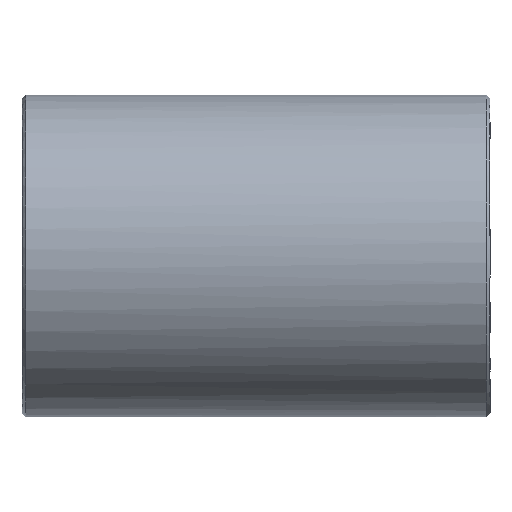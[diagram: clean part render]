
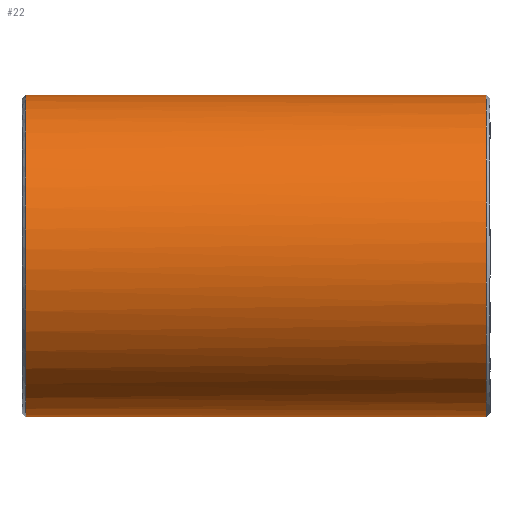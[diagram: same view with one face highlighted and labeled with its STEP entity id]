
A CAD part, front view. The second image highlights one B-rep face of the part: STEP entity #22.
In plain terms, the highlighted free-form (B-spline) face has degree [2, 1] with [9, 2] control points.
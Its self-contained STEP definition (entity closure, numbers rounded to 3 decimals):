
#22=ADVANCED_FACE('',(#32),#146,.T.);
#32=FACE_OUTER_BOUND('',#44,.T.);
#44=EDGE_LOOP('',(#72,#73,#74,#75));
#72=ORIENTED_EDGE('',*,*,#99,.F.);
#73=ORIENTED_EDGE('',*,*,#102,.F.);
#74=ORIENTED_EDGE('',*,*,#100,.F.);
#75=ORIENTED_EDGE('',*,*,#104,.F.);
#99=EDGE_CURVE('',#136,#134,#112,.T.);
#100=EDGE_CURVE('',#133,#137,#113,.T.);
#102=EDGE_CURVE('',#137,#136,#122,.T.);
#104=EDGE_CURVE('',#134,#133,#124,.T.);
#112=B_SPLINE_CURVE_WITH_KNOTS('',1,(#430,#431),.UNSPECIFIED.,.F.,.F.,(2,
2),(0.,39.4),.UNSPECIFIED.);
#113=B_SPLINE_CURVE_WITH_KNOTS('',1,(#432,#433),.UNSPECIFIED.,.F.,.F.,(2,
2),(-39.4,0.),.UNSPECIFIED.);
#122=(
BOUNDED_CURVE()
B_SPLINE_CURVE(2,(#439,#440,#441,#442,#443),.UNSPECIFIED.,.F.,.F.)
B_SPLINE_CURVE_WITH_KNOTS((3,2,3),(-43.197,-21.598,
0.),.UNSPECIFIED.)
CURVE()
GEOMETRIC_REPRESENTATION_ITEM()
RATIONAL_B_SPLINE_CURVE((1.,0.707,1.,0.707,1.))
REPRESENTATION_ITEM('')
);
#124=(
BOUNDED_CURVE()
B_SPLINE_CURVE(2,(#449,#450,#451,#452,#453),.UNSPECIFIED.,.F.,.F.)
B_SPLINE_CURVE_WITH_KNOTS((3,2,3),(-43.197,-21.598,
0.),.UNSPECIFIED.)
CURVE()
GEOMETRIC_REPRESENTATION_ITEM()
RATIONAL_B_SPLINE_CURVE((1.,0.707,1.,0.707,1.))
REPRESENTATION_ITEM('')
);
#133=VERTEX_POINT('',#383);
#134=VERTEX_POINT('',#384);
#136=VERTEX_POINT('',#386);
#137=VERTEX_POINT('',#387);
#146=(
BOUNDED_SURFACE()
B_SPLINE_SURFACE(2,1,((#314,#315),(#316,#317),(#318,#319),(#320,#321),(#322,
#323),(#324,#325),(#326,#327),(#328,#329),(#330,#331)),.UNSPECIFIED.,.T.,
 .F.,.F.)
B_SPLINE_SURFACE_WITH_KNOTS((3,2,2,2,3),(2,2),(0.,1.571,3.142,
4.712,6.283),(0.,47.282),.UNSPECIFIED.)
GEOMETRIC_REPRESENTATION_ITEM()
RATIONAL_B_SPLINE_SURFACE(((1.,1.),(0.707,0.707),
(1.,1.),(0.707,0.707),(1.,1.),(0.707,
0.707),(1.,1.),(0.707,0.707),(1.,1.)))
REPRESENTATION_ITEM('')
SURFACE()
);
#314=CARTESIAN_POINT('',(23.641,13.75,0.));
#315=CARTESIAN_POINT('',(-23.641,13.75,0.));
#316=CARTESIAN_POINT('',(23.641,13.75,-13.75));
#317=CARTESIAN_POINT('',(-23.641,13.75,-13.75));
#318=CARTESIAN_POINT('',(23.641,0.,-13.75));
#319=CARTESIAN_POINT('',(-23.641,0.,-13.75));
#320=CARTESIAN_POINT('',(23.641,-13.75,-13.75));
#321=CARTESIAN_POINT('',(-23.641,-13.75,-13.75));
#322=CARTESIAN_POINT('',(23.641,-13.75,0.));
#323=CARTESIAN_POINT('',(-23.641,-13.75,0.));
#324=CARTESIAN_POINT('',(23.641,-13.75,13.75));
#325=CARTESIAN_POINT('',(-23.641,-13.75,13.75));
#326=CARTESIAN_POINT('',(23.641,0.,13.75));
#327=CARTESIAN_POINT('',(-23.641,0.,13.75));
#328=CARTESIAN_POINT('',(23.641,13.75,13.75));
#329=CARTESIAN_POINT('',(-23.641,13.75,13.75));
#330=CARTESIAN_POINT('',(23.641,13.75,0.));
#331=CARTESIAN_POINT('',(-23.641,13.75,0.));
#383=CARTESIAN_POINT('',(-19.7,0.,13.75));
#384=CARTESIAN_POINT('',(-19.7,0.,-13.75));
#386=CARTESIAN_POINT('',(19.7,0.,-13.75));
#387=CARTESIAN_POINT('',(19.7,0.,13.75));
#430=CARTESIAN_POINT('',(19.7,0.,-13.75));
#431=CARTESIAN_POINT('',(-19.7,0.,-13.75));
#432=CARTESIAN_POINT('',(-19.7,0.,13.75));
#433=CARTESIAN_POINT('',(19.7,0.,13.75));
#439=CARTESIAN_POINT('',(19.7,0.,13.75));
#440=CARTESIAN_POINT('',(19.7,-13.75,13.75));
#441=CARTESIAN_POINT('',(19.7,-13.75,0.));
#442=CARTESIAN_POINT('',(19.7,-13.75,-13.75));
#443=CARTESIAN_POINT('',(19.7,0.,-13.75));
#449=CARTESIAN_POINT('',(-19.7,0.,-13.75));
#450=CARTESIAN_POINT('',(-19.7,-13.75,-13.75));
#451=CARTESIAN_POINT('',(-19.7,-13.75,0.));
#452=CARTESIAN_POINT('',(-19.7,-13.75,13.75));
#453=CARTESIAN_POINT('',(-19.7,0.,13.75));
